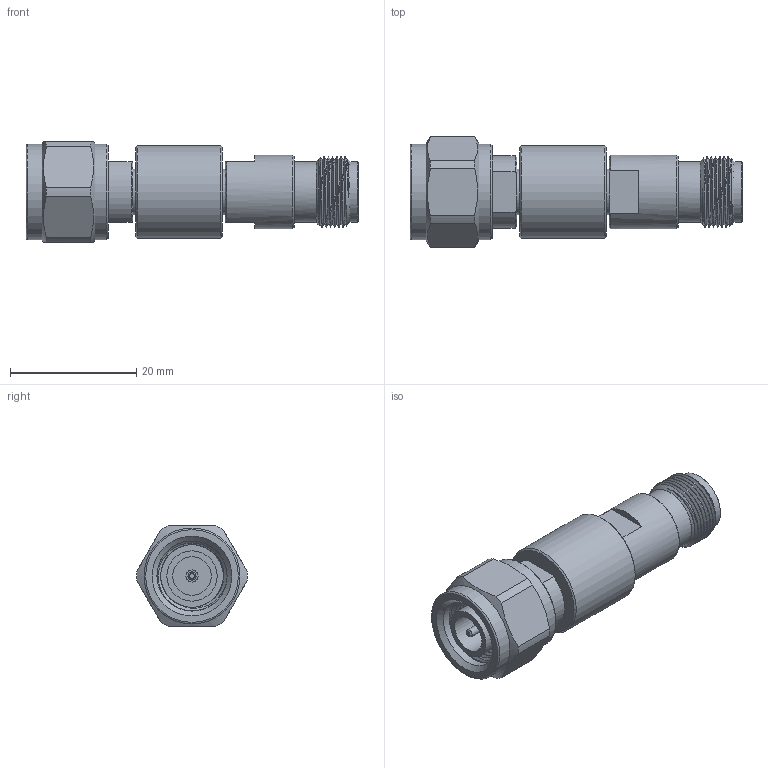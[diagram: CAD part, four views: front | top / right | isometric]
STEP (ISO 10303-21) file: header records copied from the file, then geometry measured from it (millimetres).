
FILE_DESCRIPTION (( 'STEP AP203' ), '1' );
FILE_NAME ('PE7063-10_3D.step', '2021-12-09T18:31:51', ( '' ), ( '' ), 'SwSTEP 2.0', 'SolidWorks 2021', '' );
FILE_SCHEMA (( 'CONFIG_CONTROL_DESIGN' ));
Length unit declared in the file: inch
Products named in the file (1): PE7063-10_3D
Bounding box: 52.58 x 17.57 x 15.88 mm (x, y, z)
Volume: 6407.2 mm3; surface area: 4090.2 mm2
Topology: 1 solids, 1 shells, 120 faces, 292 edges, 190 vertices
Faces by surface type: plane 55, cylinder 35, cone 23, bspline 6, torus 1
Full cylindrical faces by diameter (mm): 1.27 x1, 1.346 x1, 1.854 x1, 1.905 x1, 4.572 x1, 6.096 x1, 7.237 x2, 7.976 x1, 9.652 x2, 11.112 x6, 11.685 x1, 14.714 x1, 15.185 x2
Entity records: 6521 total; most frequent: CARTESIAN_POINT 4094, DIRECTION 480, ORIENTED_EDGE 450, EDGE_CURVE 225, AXIS2_PLACEMENT_3D 204, EDGE_LOOP 161, VERTEX_POINT 160, FACE_OUTER_BOUND 131
